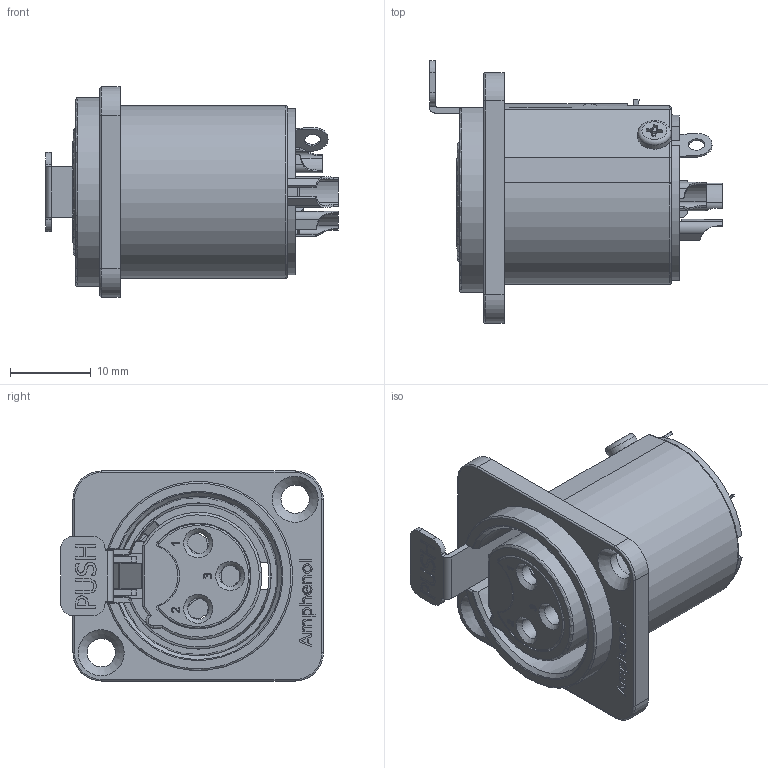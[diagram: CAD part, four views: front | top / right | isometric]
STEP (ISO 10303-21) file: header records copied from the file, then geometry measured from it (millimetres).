
FILE_DESCRIPTION((''),'2;1');
FILE_NAME('AC3FDZ.stp','2008-09-10T13:06:53',('minh'),(''),'Autodesk Inventor 10','Autodesk Inventor 10','');
FILE_SCHEMA(('AUTOMOTIVE_DESIGN { 1 0 10303 214 1 1 1 1 }'));
Length unit declared in the file: millimetre
Products named in the file (10): AC3FDZB; 156-4065-000; 127-4037-000; 030-4087-000; 011-4042-000; 259-4017-000; 030-4098-000; 348-4066-000; 208-4006-000; 990-4173-000
Assembly tree (11 placements, depth 3):
  AC3FDZB
    156-4065-000
      127-4037-000
      030-4087-000  x3
    011-4042-000
    259-4017-000
    030-4098-000
    348-4066-000
    208-4006-000
    990-4173-000
Bounding box: 36.24 x 32.52 x 26 mm (x, y, z)
Volume: 7742.2 mm3; surface area: 12589.3 mm2
Topology: 10 solids, 10 shells, 1070 faces, 3077 edges, 2022 vertices
Faces by surface type: plane 610, cylinder 217, bspline 199, cone 28, torus 14, sphere 2
Full cylindrical faces by diameter (mm): 1.6 x1, 2 x1, 2.6 x3, 3.5 x2, 4.1 x1, 13.9 x1
Entity records: 33849 total; most frequent: CARTESIAN_POINT 10828, ORIENTED_EDGE 5176, DIRECTION 4069, EDGE_CURVE 2588, VERTEX_POINT 1709, VECTOR 1697, LINE 1697, AXIS2_PLACEMENT_3D 1186
